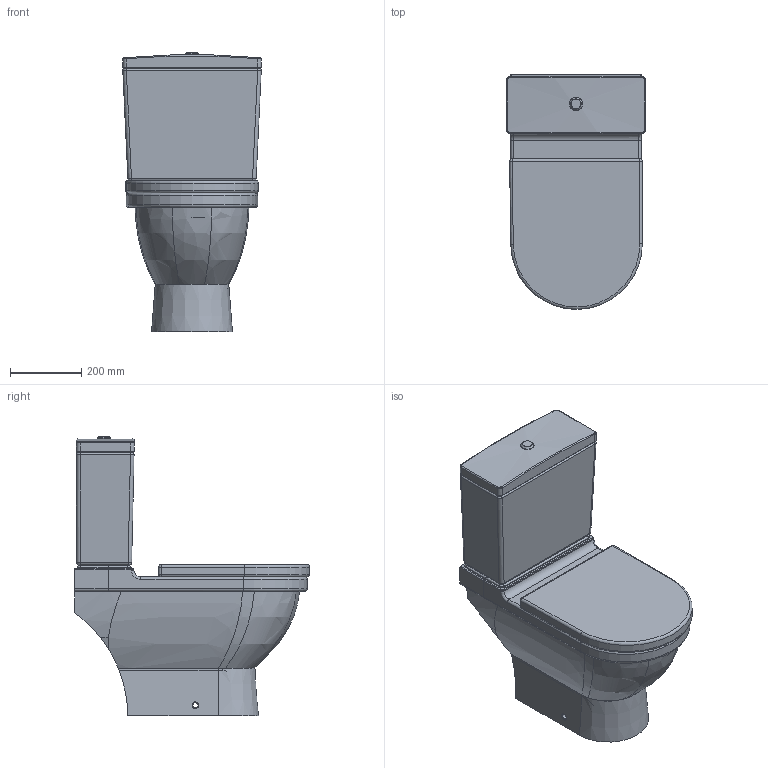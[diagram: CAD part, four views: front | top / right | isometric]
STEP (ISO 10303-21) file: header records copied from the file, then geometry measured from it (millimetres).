
FILE_DESCRIPTION((''),'2;1');
FILE_NAME('012601.stp','2007-08-06T09:05:08',('Huebner'),(''),'Autodesk Inventor 11','Autodesk Inventor 11','');
FILE_SCHEMA(('AUTOMOTIVE_DESIGN { 1 0 10303 214 1 1 1 1 }'));
Length unit declared in the file: millimetre
Products named in the file (5): 012601; 006381; 092000; Spülkastenstopfen
Assembly tree (4 placements, depth 2):
  012601
    012601
    006381
    092000
    Spülkastenstopfen
Bounding box: 389.5 x 660.89 x 787.36 mm (x, y, z)
Volume: 64052453.9 mm3; surface area: 2154491 mm2
Topology: 4 solids, 5 shells, 246 faces, 556 edges, 327 vertices
Faces by surface type: cylinder 77, plane 74, bspline 66, torus 22, sphere 4, cone 3
Full cylindrical faces by diameter (mm): 15 x1, 20 x4, 26 x2, 60 x1, 95 x2, 96.284 x1
Entity records: 16566 total; most frequent: CARTESIAN_POINT 11361, ORIENTED_EDGE 1062, DIRECTION 987, EDGE_CURVE 531, AXIS2_PLACEMENT_3D 381, VERTEX_POINT 324, EDGE_LOOP 279, FACE_OUTER_BOUND 246
